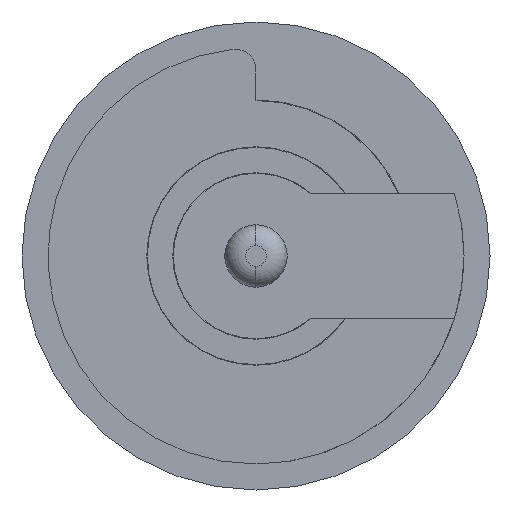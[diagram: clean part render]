
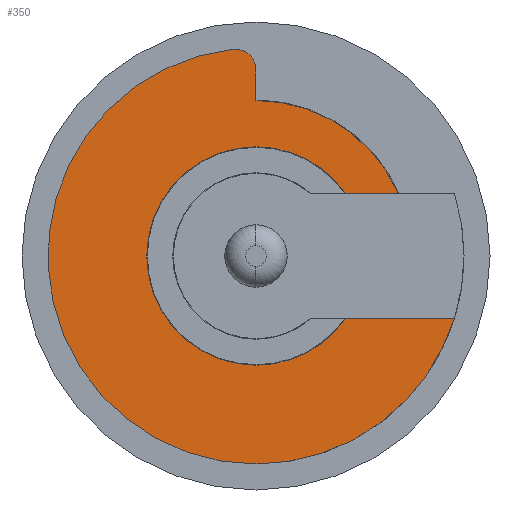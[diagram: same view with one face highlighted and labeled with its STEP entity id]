
A CAD part, left-side view. The second image highlights one B-rep face of the part: STEP entity #350.
In plain terms, the highlighted planar face has unit normal (-1, 0, 0).
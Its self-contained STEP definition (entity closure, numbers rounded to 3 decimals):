
#34 = DIRECTION ( 'NONE',  ( 1., 0., 0. ) ) ;
#38 = CARTESIAN_POINT ( 'NONE',  ( -14.6, 0., 0. ) ) ;
#42 = DIRECTION ( 'NONE',  ( 0., -1., 0. ) ) ;
#57 = EDGE_CURVE ( 'NONE', #665, #2081, #1561, .T. ) ;
#68 = AXIS2_PLACEMENT_3D ( 'NONE', #1501, #1500, #1490 ) ;
#79 = PLANE ( 'NONE',  #1608 ) ;
#110 = EDGE_CURVE ( 'NONE', #1677, #376, #1572, .T. ) ;
#153 = CIRCLE ( 'NONE', #68, 0.2 ) ;
#160 = AXIS2_PLACEMENT_3D ( 'NONE', #2389, #2382, #2379 ) ;
#198 = AXIS2_PLACEMENT_3D ( 'NONE', #2534, #2532, #2528 ) ;
#206 = EDGE_CURVE ( 'NONE', #2081, #1406, #758, .T. ) ;
#207 = CARTESIAN_POINT ( 'NONE',  ( -14.6, 0., -1.05 ) ) ;
#218 = AXIS2_PLACEMENT_3D ( 'NONE', #2632, #2629, #2624 ) ;
#251 = EDGE_CURVE ( 'NONE', #2002, #2768, #983, .T. ) ;
#343 = CARTESIAN_POINT ( 'NONE',  ( -14.6, 0.222, 1.988 ) ) ;
#350 = ADVANCED_FACE ( 'NONE', ( #2721 ), #79, .F. ) ;
#376 = VERTEX_POINT ( 'NONE', #2306 ) ;
#407 = EDGE_CURVE ( 'NONE', #1966, #2428, #2521, .T. ) ;
#432 = CARTESIAN_POINT ( 'NONE',  ( -14.6, 0., 1.05 ) ) ;
#436 = DIRECTION ( 'NONE',  ( 0., 0., -1. ) ) ;
#559 = CIRCLE ( 'NONE', #160, 2. ) ;
#567 = EDGE_CURVE ( 'NONE', #665, #1966, #2298, .T. ) ;
#628 = VECTOR ( 'NONE', #42, 1000. ) ;
#665 = VERTEX_POINT ( 'NONE', #808 ) ;
#738 = AXIS2_PLACEMENT_3D ( 'NONE', #995, #990, #987 ) ;
#758 = CIRCLE ( 'NONE', #738, 1.05 ) ;
#799 = AXIS2_PLACEMENT_3D ( 'NONE', #871, #869, #867 ) ;
#808 = CARTESIAN_POINT ( 'NONE',  ( -14.6, -1.369, 0.6 ) ) ;
#867 = DIRECTION ( 'NONE',  ( 0., 0., -1. ) ) ;
#869 = DIRECTION ( 'NONE',  ( -1., 0., 0. ) ) ;
#871 = CARTESIAN_POINT ( 'NONE',  ( -14.6, 0., 0. ) ) ;
#974 = CARTESIAN_POINT ( 'NONE',  ( -14.6, -1.908, -0.6 ) ) ;
#983 = LINE ( 'NONE', #974, #628 ) ;
#987 = DIRECTION ( 'NONE',  ( 0., 0., -1. ) ) ;
#990 = DIRECTION ( 'NONE',  ( -1., 0., 0. ) ) ;
#995 = CARTESIAN_POINT ( 'NONE',  ( -14.6, 0., 0. ) ) ;
#1402 = CIRCLE ( 'NONE', #218, 1.05 ) ;
#1404 = DIRECTION ( 'NONE',  ( 0., 0., -1. ) ) ;
#1405 = DIRECTION ( 'NONE',  ( -1., 0., 0. ) ) ;
#1406 = VERTEX_POINT ( 'NONE', #432 ) ;
#1460 = CARTESIAN_POINT ( 'NONE',  ( -14.6, -1.908, -0.6 ) ) ;
#1478 = ORIENTED_EDGE ( 'NONE', *, *, #2729, .T. ) ;
#1482 = ORIENTED_EDGE ( 'NONE', *, *, #407, .T. ) ;
#1490 = DIRECTION ( 'NONE',  ( 0., 0., -1. ) ) ;
#1500 = DIRECTION ( 'NONE',  ( -1., 0., 0. ) ) ;
#1501 = CARTESIAN_POINT ( 'NONE',  ( -14.6, 0.2, 1.789 ) ) ;
#1554 = VECTOR ( 'NONE', #1972, 1000. ) ;
#1561 = LINE ( 'NONE', #1986, #1554 ) ;
#1572 = CIRCLE ( 'NONE', #2290, 2. ) ;
#1576 = CARTESIAN_POINT ( 'NONE',  ( -14.6, 0., 0. ) ) ;
#1608 = AXIS2_PLACEMENT_3D ( 'NONE', #38, #34, #436 ) ;
#1677 = VERTEX_POINT ( 'NONE', #343 ) ;
#1710 = VERTEX_POINT ( 'NONE', #207 ) ;
#1782 = EDGE_LOOP ( 'NONE', ( #1482, #1478, #2296, #2287, #2286, #2313, #2323, #2317, #2601, #2605 ) ) ;
#1966 = VERTEX_POINT ( 'NONE', #2933 ) ;
#1972 = DIRECTION ( 'NONE',  ( 0., 1., 0. ) ) ;
#1986 = CARTESIAN_POINT ( 'NONE',  ( -14.6, -0.522, 0.6 ) ) ;
#2002 = VERTEX_POINT ( 'NONE', #2811 ) ;
#2081 = VERTEX_POINT ( 'NONE', #2805 ) ;
#2286 = ORIENTED_EDGE ( 'NONE', *, *, #251, .F. ) ;
#2287 = ORIENTED_EDGE ( 'NONE', *, *, #2446, .T. ) ;
#2290 = AXIS2_PLACEMENT_3D ( 'NONE', #1576, #1405, #1404 ) ;
#2296 = ORIENTED_EDGE ( 'NONE', *, *, #110, .T. ) ;
#2298 = CIRCLE ( 'NONE', #799, 1.495 ) ;
#2306 = CARTESIAN_POINT ( 'NONE',  ( -14.6, 0., -2. ) ) ;
#2313 = ORIENTED_EDGE ( 'NONE', *, *, #2398, .F. ) ;
#2317 = ORIENTED_EDGE ( 'NONE', *, *, #206, .F. ) ;
#2323 = ORIENTED_EDGE ( 'NONE', *, *, #2358, .F. ) ;
#2333 = CIRCLE ( 'NONE', #198, 1.05 ) ;
#2358 = EDGE_CURVE ( 'NONE', #1406, #1710, #1402, .T. ) ;
#2379 = DIRECTION ( 'NONE',  ( 0., 0., -1. ) ) ;
#2382 = DIRECTION ( 'NONE',  ( -1., 0., 0. ) ) ;
#2389 = CARTESIAN_POINT ( 'NONE',  ( -14.6, 0., 0. ) ) ;
#2398 = EDGE_CURVE ( 'NONE', #1710, #2002, #2333, .T. ) ;
#2428 = VERTEX_POINT ( 'NONE', #2508 ) ;
#2446 = EDGE_CURVE ( 'NONE', #376, #2768, #559, .T. ) ;
#2508 = CARTESIAN_POINT ( 'NONE',  ( -14.6, 0., 1.789 ) ) ;
#2521 = LINE ( 'NONE', #2722, #2643 ) ;
#2528 = DIRECTION ( 'NONE',  ( 0., 0., -1. ) ) ;
#2532 = DIRECTION ( 'NONE',  ( -1., 0., 0. ) ) ;
#2534 = CARTESIAN_POINT ( 'NONE',  ( -14.6, 0., 0. ) ) ;
#2601 = ORIENTED_EDGE ( 'NONE', *, *, #57, .F. ) ;
#2605 = ORIENTED_EDGE ( 'NONE', *, *, #567, .T. ) ;
#2624 = DIRECTION ( 'NONE',  ( 0., 0., -1. ) ) ;
#2629 = DIRECTION ( 'NONE',  ( -1., 0., 0. ) ) ;
#2632 = CARTESIAN_POINT ( 'NONE',  ( -14.6, 0., 0. ) ) ;
#2643 = VECTOR ( 'NONE', #2706, 1000. ) ;
#2706 = DIRECTION ( 'NONE',  ( 0., 0., 1. ) ) ;
#2721 = FACE_OUTER_BOUND ( 'NONE', #1782, .T. ) ;
#2722 = CARTESIAN_POINT ( 'NONE',  ( -14.6, 0., 2. ) ) ;
#2729 = EDGE_CURVE ( 'NONE', #2428, #1677, #153, .T. ) ;
#2768 = VERTEX_POINT ( 'NONE', #1460 ) ;
#2805 = CARTESIAN_POINT ( 'NONE',  ( -14.6, -0.862, 0.6 ) ) ;
#2811 = CARTESIAN_POINT ( 'NONE',  ( -14.6, -0.862, -0.6 ) ) ;
#2933 = CARTESIAN_POINT ( 'NONE',  ( -14.6, 0., 1.495 ) ) ;
